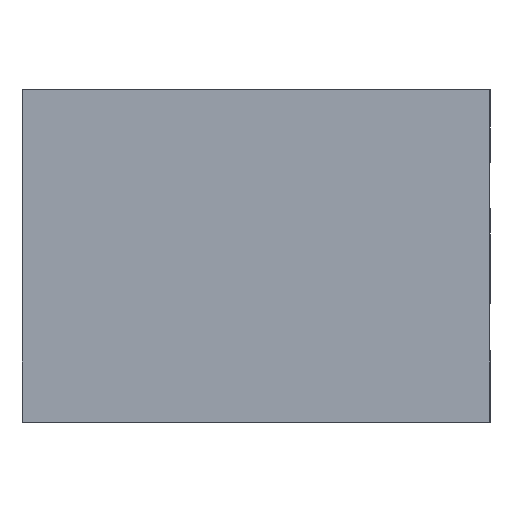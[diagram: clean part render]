
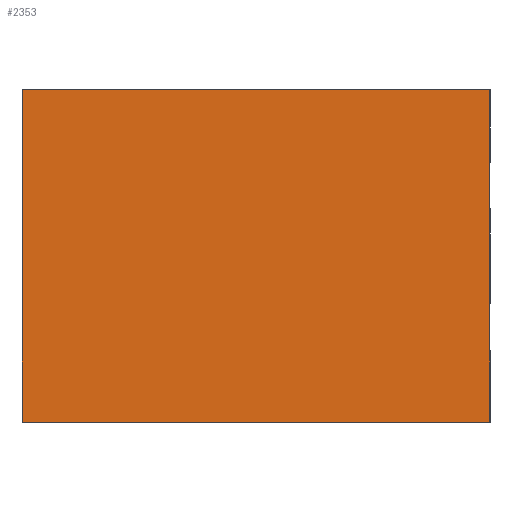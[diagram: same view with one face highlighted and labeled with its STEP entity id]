
A CAD part, top view. The second image highlights one B-rep face of the part: STEP entity #2353.
In plain terms, the highlighted free-form (B-spline) face has degree [1, 1] with [2, 2] control points.
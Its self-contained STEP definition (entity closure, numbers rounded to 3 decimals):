
#2318=CARTESIAN_POINT('',(-2.475,-1.825,0.75));
#2319=CARTESIAN_POINT('',(-2.475,3.125,0.75));
#2320=CARTESIAN_POINT('',(2.475,-1.825,0.75));
#2321=CARTESIAN_POINT('',(2.475,3.125,0.75));
#2322=B_SPLINE_SURFACE_WITH_KNOTS('',1,1,((#2318,#2319),(#2320,#2321)),.PLANE_SURF.,.F.,.F.,.U.,(2,2),(2,2),(0.,1.),(0.,1.),.UNSPECIFIED.);
#2323=CARTESIAN_POINT('',(2.25,-1.6,0.75));
#2324=VERTEX_POINT('',#2323);
#2325=CARTESIAN_POINT('',(2.25,1.6,0.75));
#2326=VERTEX_POINT('',#2325);
#2327=CARTESIAN_POINT('',(2.25,-1.6,0.75));
#2328=CARTESIAN_POINT('',(2.25,1.6,0.75));
#2329=B_SPLINE_CURVE_WITH_KNOTS('',1,(#2327,#2328),.POLYLINE_FORM.,.F.,.U.,(2,2),(0.,1.),.UNSPECIFIED.);
#2330=EDGE_CURVE('',#2324,#2326,#2329,.T.);
#2331=ORIENTED_EDGE('',*,*,#2330,.T.);
#2332=CARTESIAN_POINT('',(-2.25,1.6,0.75));
#2333=VERTEX_POINT('',#2332);
#2334=CARTESIAN_POINT('',(2.25,1.6,0.75));
#2335=CARTESIAN_POINT('',(-2.25,1.6,0.75));
#2336=B_SPLINE_CURVE_WITH_KNOTS('',1,(#2334,#2335),.POLYLINE_FORM.,.F.,.U.,(2,2),(0.,1.),.UNSPECIFIED.);
#2337=EDGE_CURVE('',#2326,#2333,#2336,.T.);
#2338=ORIENTED_EDGE('',*,*,#2337,.T.);
#2339=CARTESIAN_POINT('',(-2.25,-1.6,0.75));
#2340=VERTEX_POINT('',#2339);
#2341=CARTESIAN_POINT('',(-2.25,1.6,0.75));
#2342=CARTESIAN_POINT('',(-2.25,-1.6,0.75));
#2343=B_SPLINE_CURVE_WITH_KNOTS('',1,(#2341,#2342),.POLYLINE_FORM.,.F.,.U.,(2,2),(0.,1.),.UNSPECIFIED.);
#2344=EDGE_CURVE('',#2333,#2340,#2343,.T.);
#2345=ORIENTED_EDGE('',*,*,#2344,.T.);
#2346=CARTESIAN_POINT('',(-2.25,-1.6,0.75));
#2347=CARTESIAN_POINT('',(2.25,-1.6,0.75));
#2348=B_SPLINE_CURVE_WITH_KNOTS('',1,(#2346,#2347),.POLYLINE_FORM.,.F.,.U.,(2,2),(0.,1.),.UNSPECIFIED.);
#2349=EDGE_CURVE('',#2340,#2324,#2348,.T.);
#2350=ORIENTED_EDGE('',*,*,#2349,.T.);
#2351=EDGE_LOOP('',(#2331,#2338,#2345,#2350));
#2352=FACE_OUTER_BOUND('',#2351,.T.);
#2353=ADVANCED_FACE('',(#2352),#2322,.T.);
